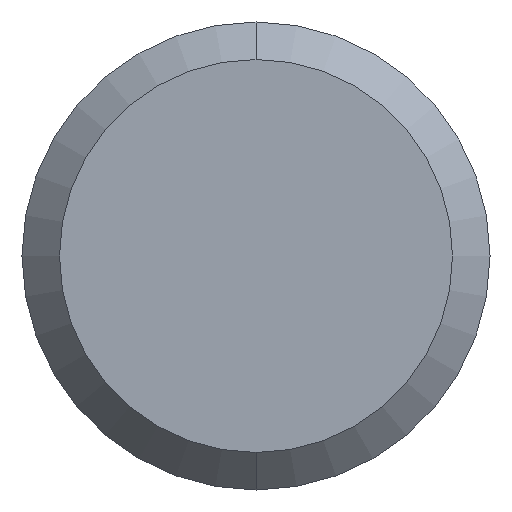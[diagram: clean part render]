
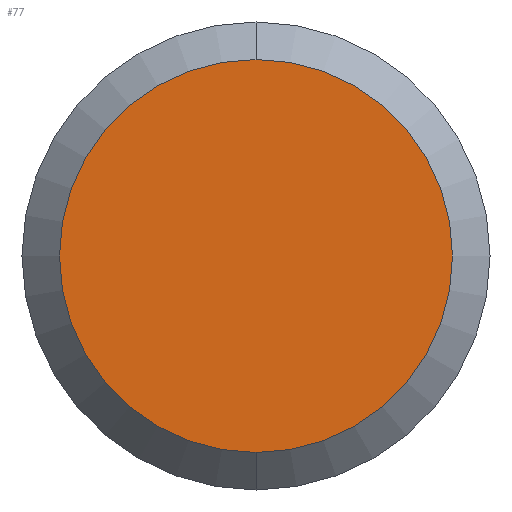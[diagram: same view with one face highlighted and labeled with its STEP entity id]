
A CAD part, front view. The second image highlights one B-rep face of the part: STEP entity #77.
In plain terms, the highlighted planar face has unit normal (0, -1, 0).
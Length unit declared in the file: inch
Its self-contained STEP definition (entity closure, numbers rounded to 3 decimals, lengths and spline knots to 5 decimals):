
#14 = CIRCLE ( 'NONE', #120, 0.10485 ) ;
#16 = EDGE_LOOP ( 'NONE', ( #233, #131 ) ) ;
#21 = DIRECTION ( 'NONE',  ( 0., 0., 1. ) ) ;
#38 = CARTESIAN_POINT ( 'NONE',  ( 0., 0., 0. ) ) ;
#42 = DIRECTION ( 'NONE',  ( 0., 0., 1. ) ) ;
#60 = DIRECTION ( 'NONE',  ( 0., -1., 0. ) ) ;
#71 = VERTEX_POINT ( 'NONE', #245 ) ;
#77 = ADVANCED_FACE ( 'NONE', ( #137 ), #185, .F. ) ;
#109 = VERTEX_POINT ( 'NONE', #248 ) ;
#110 = AXIS2_PLACEMENT_3D ( 'NONE', #141, #164, #125 ) ;
#120 = AXIS2_PLACEMENT_3D ( 'NONE', #38, #60, #21 ) ;
#125 = DIRECTION ( 'NONE',  ( 0., 0., 1. ) ) ;
#131 = ORIENTED_EDGE ( 'NONE', *, *, #225, .T. ) ;
#133 = AXIS2_PLACEMENT_3D ( 'NONE', #200, #151, #42 ) ;
#137 = FACE_OUTER_BOUND ( 'NONE', #16, .T. ) ;
#141 = CARTESIAN_POINT ( 'NONE',  ( 0., 0., 0. ) ) ;
#151 = DIRECTION ( 'NONE',  ( 0., 1., 0. ) ) ;
#164 = DIRECTION ( 'NONE',  ( 0., -1., 0. ) ) ;
#171 = EDGE_CURVE ( 'NONE', #109, #71, #14, .T. ) ;
#185 = PLANE ( 'NONE',  #133 ) ;
#200 = CARTESIAN_POINT ( 'NONE',  ( 0., 0., 0. ) ) ;
#220 = CIRCLE ( 'NONE', #110, 0.10485 ) ;
#225 = EDGE_CURVE ( 'NONE', #71, #109, #220, .T. ) ;
#233 = ORIENTED_EDGE ( 'NONE', *, *, #171, .T. ) ;
#245 = CARTESIAN_POINT ( 'NONE',  ( 0., 0., -0.10485 ) ) ;
#248 = CARTESIAN_POINT ( 'NONE',  ( 0., 0., 0.10485 ) ) ;
